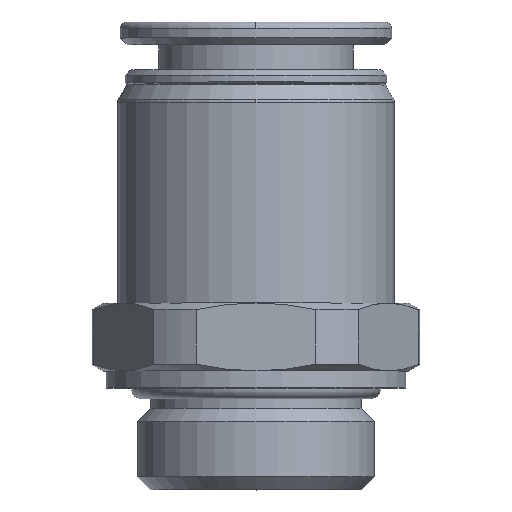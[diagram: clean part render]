
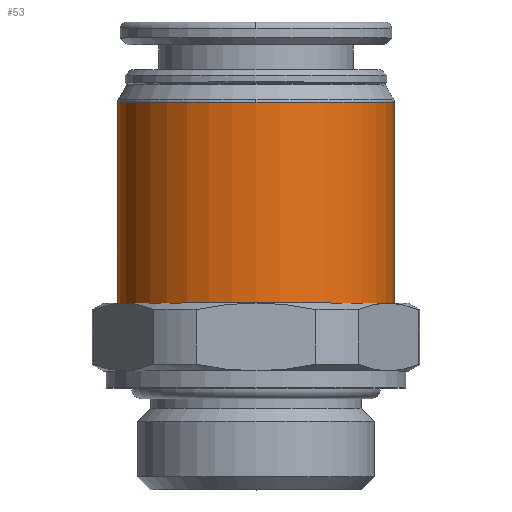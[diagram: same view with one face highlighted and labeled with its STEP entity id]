
A CAD part, top view. The second image highlights one B-rep face of the part: STEP entity #53.
In plain terms, the highlighted cylindrical face has radius 12.25 mm (diameter 24.5 mm), a partial arc.
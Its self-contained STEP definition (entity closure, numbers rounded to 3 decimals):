
#53=ADVANCED_FACE('',(#143),#144,.T.);
#143=FACE_OUTER_BOUND('',#315,.T.);
#144=CYLINDRICAL_SURFACE('',#316,12.25);
#315=EDGE_LOOP('',(#522,#523,#524,#525,#526));
#316=AXIS2_PLACEMENT_3D('',#527,#528,#529);
#522=ORIENTED_EDGE('',*,*,#1125,.F.);
#523=ORIENTED_EDGE('',*,*,#1126,.T.);
#524=ORIENTED_EDGE('',*,*,#1127,.F.);
#525=ORIENTED_EDGE('',*,*,#1128,.F.);
#526=ORIENTED_EDGE('',*,*,#1129,.F.);
#527=CARTESIAN_POINT('',(0.0,26.825,0.0));
#528=DIRECTION('',(0.0,1.0,0.0));
#529=DIRECTION('',(-1.0,0.0,0.0));
#1125=EDGE_CURVE('',#1333,#1334,#1335,.T.);
#1126=EDGE_CURVE('',#1333,#1336,#1337,.T.);
#1127=EDGE_CURVE('',#1338,#1336,#1339,.T.);
#1128=EDGE_CURVE('',#1340,#1338,#1341,.T.);
#1129=EDGE_CURVE('',#1334,#1340,#1342,.T.);
#1333=VERTEX_POINT('',#1653);
#1334=VERTEX_POINT('',#1654);
#1335=LINE('',#1655,#1656);
#1336=VERTEX_POINT('',#1657);
#1337=CIRCLE('',#1658,12.25);
#1338=VERTEX_POINT('',#1659);
#1339=LINE('',#1660,#1661);
#1340=VERTEX_POINT('',#1662);
#1341=CIRCLE('',#1663,12.25);
#1342=CIRCLE('',#1664,12.25);
#1653=CARTESIAN_POINT('',(-12.25,16.5,0.0));
#1654=CARTESIAN_POINT('',(-12.25,34.266,0.0));
#1655=CARTESIAN_POINT('',(-12.25,26.825,0.));
#1656=VECTOR('',#2289,1.0);
#1657=CARTESIAN_POINT('',(12.25,16.5,0.));
#1658=AXIS2_PLACEMENT_3D('',#2290,#2291,#2292);
#1659=CARTESIAN_POINT('',(12.25,34.266,0.));
#1660=CARTESIAN_POINT('',(12.25,26.825,0.));
#1661=VECTOR('',#2293,1.0);
#1662=CARTESIAN_POINT('',(0.,34.266,12.25));
#1663=AXIS2_PLACEMENT_3D('',#2294,#2295,#2296);
#1664=AXIS2_PLACEMENT_3D('',#2297,#2298,#2299);
#2289=DIRECTION('',(0.0,1.0,0.0));
#2290=CARTESIAN_POINT('',(0.0,16.5,0.0));
#2291=DIRECTION('',(0.0,1.0,0.0));
#2292=DIRECTION('',(-1.0,0.0,0.0));
#2293=DIRECTION('',(-0.0,-1.0,-0.0));
#2294=CARTESIAN_POINT('',(0.0,34.266,0.0));
#2295=DIRECTION('',(0.0,1.0,0.0));
#2296=DIRECTION('',(-1.0,0.0,0.0));
#2297=CARTESIAN_POINT('',(0.0,34.266,0.0));
#2298=DIRECTION('',(0.0,1.0,0.0));
#2299=DIRECTION('',(-1.0,0.0,0.0));
